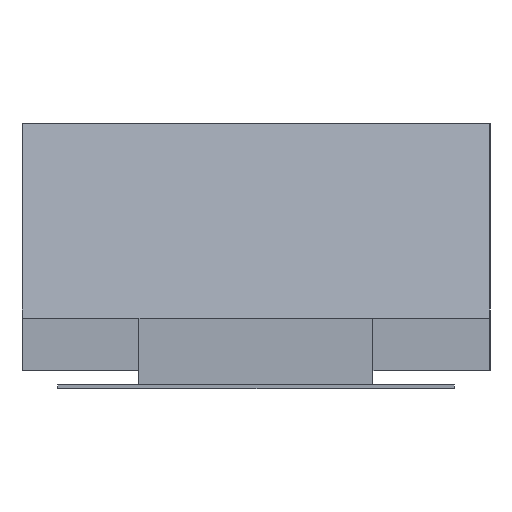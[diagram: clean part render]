
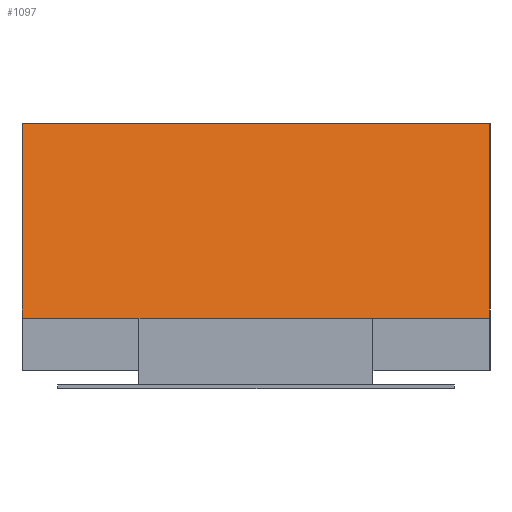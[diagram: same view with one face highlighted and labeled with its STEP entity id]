
A CAD part, left-side view. The second image highlights one B-rep face of the part: STEP entity #1097.
In plain terms, the highlighted planar face has unit normal (-0.983, 0, 0.182).
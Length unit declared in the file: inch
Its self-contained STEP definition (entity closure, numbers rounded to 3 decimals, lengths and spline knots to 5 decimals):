
#8 = DIRECTION ( 'NONE',  ( 0.182, 0., 0.983 ) ) ;
#169 = CARTESIAN_POINT ( 'NONE',  ( -0.04331, -0.02559, 0.01072 ) ) ;
#198 = ORIENTED_EDGE ( 'NONE', *, *, #257, .T. ) ;
#219 = CARTESIAN_POINT ( 'NONE',  ( -0.03937, -0.02559, 0.032 ) ) ;
#254 = CARTESIAN_POINT ( 'NONE',  ( -0.04331, -0.02559, 0.01072 ) ) ;
#257 = EDGE_CURVE ( 'NONE', #804, #1058, #379, .T. ) ;
#280 = VECTOR ( 'NONE', #671, 39.37008 ) ;
#318 = EDGE_CURVE ( 'NONE', #610, #854, #553, .T. ) ;
#327 = EDGE_CURVE ( 'NONE', #804, #854, #832, .T. ) ;
#331 = ORIENTED_EDGE ( 'NONE', *, *, #1079, .T. ) ;
#348 = ORIENTED_EDGE ( 'NONE', *, *, #318, .T. ) ;
#379 = LINE ( 'NONE', #469, #280 ) ;
#409 = AXIS2_PLACEMENT_3D ( 'NONE', #169, #698, #1039 ) ;
#469 = CARTESIAN_POINT ( 'NONE',  ( -0.04331, 0.02559, 0.01072 ) ) ;
#483 = VECTOR ( 'NONE', #915, 39.37008 ) ;
#489 = CARTESIAN_POINT ( 'NONE',  ( -0.03937, -0.02559, 0.032 ) ) ;
#553 = LINE ( 'NONE', #219, #483 ) ;
#568 = CARTESIAN_POINT ( 'NONE',  ( -0.04331, 0.02559, 0.01072 ) ) ;
#604 = CARTESIAN_POINT ( 'NONE',  ( -0.04331, -0.02559, 0.01072 ) ) ;
#610 = VERTEX_POINT ( 'NONE', #489 ) ;
#671 = DIRECTION ( 'NONE',  ( 0., -1., 0. ) ) ;
#695 = LINE ( 'NONE', #604, #898 ) ;
#698 = DIRECTION ( 'NONE',  ( 0.983, 0., -0.182 ) ) ;
#723 = ORIENTED_EDGE ( 'NONE', *, *, #327, .F. ) ;
#777 = FACE_OUTER_BOUND ( 'NONE', #1089, .T. ) ;
#804 = VERTEX_POINT ( 'NONE', #1055 ) ;
#832 = LINE ( 'NONE', #568, #1015 ) ;
#854 = VERTEX_POINT ( 'NONE', #975 ) ;
#872 = PLANE ( 'NONE',  #409 ) ;
#898 = VECTOR ( 'NONE', #8, 39.37008 ) ;
#915 = DIRECTION ( 'NONE',  ( 0., 1., 0. ) ) ;
#921 = DIRECTION ( 'NONE',  ( 0.182, 0., 0.983 ) ) ;
#975 = CARTESIAN_POINT ( 'NONE',  ( -0.03937, 0.02559, 0.032 ) ) ;
#1015 = VECTOR ( 'NONE', #921, 39.37008 ) ;
#1039 = DIRECTION ( 'NONE',  ( 0., -1., 0. ) ) ;
#1055 = CARTESIAN_POINT ( 'NONE',  ( -0.04331, 0.02559, 0.01072 ) ) ;
#1058 = VERTEX_POINT ( 'NONE', #254 ) ;
#1079 = EDGE_CURVE ( 'NONE', #1058, #610, #695, .T. ) ;
#1089 = EDGE_LOOP ( 'NONE', ( #723, #198, #331, #348 ) ) ;
#1097 = ADVANCED_FACE ( 'NONE', ( #777 ), #872, .F. ) ;
